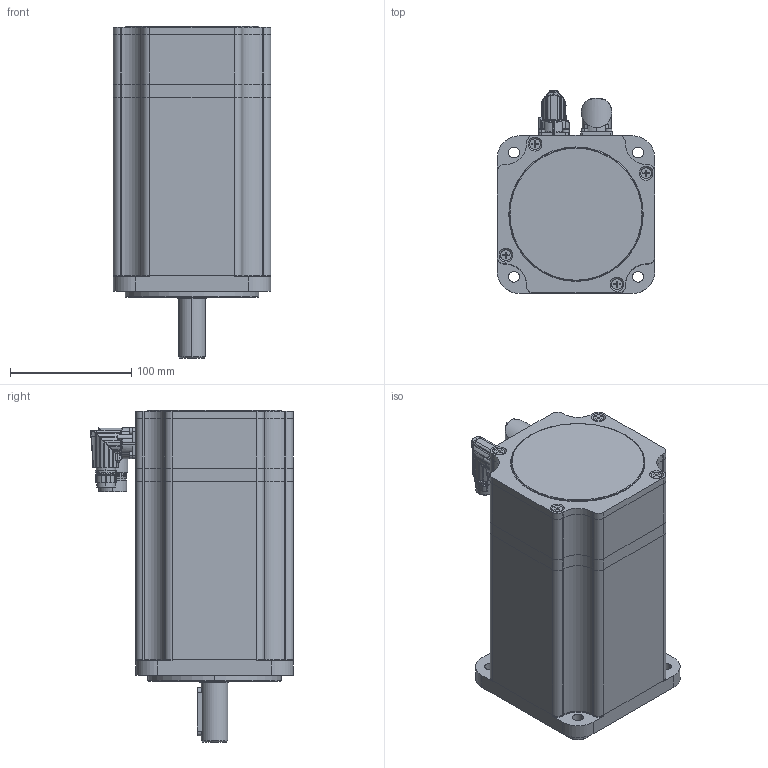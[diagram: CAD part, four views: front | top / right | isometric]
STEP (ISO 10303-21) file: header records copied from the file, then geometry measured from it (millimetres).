
FILE_DESCRIPTION (( 'STEP AP214' ), '1' );
FILE_NAME ('SMH130-3002038RND.STEP', '2020-05-08T05:37:01', ( 'User' ), ( 'china' ), 'SwSTEP 2.0', 'SolidWorks 2016', '' );
FILE_SCHEMA (( 'AUTOMOTIVE_DESIGN' ));
Length unit declared in the file: millimetre
Products named in the file (1): SMH130-3002038RND
Bounding box: 130 x 167.04 x 274 mm (x, y, z)
Surface area: 171447.9 mm2 (no closed solid volume)
Topology: 0 solids, 75 shells, 1055 faces, 3755 edges, 2637 vertices
Faces by surface type: cylinder 431, plane 387, bspline 94, torus 70, cone 61, sphere 12
Entity records: 59290 total; most frequent: CARTESIAN_POINT 17940, ORIENTED_EDGE 5873, DIRECTION 5696, EDGE_CURVE 3713, VERTEX_POINT 2637, AXIS2_PLACEMENT_3D 2055, LINE 1586, VECTOR 1586
